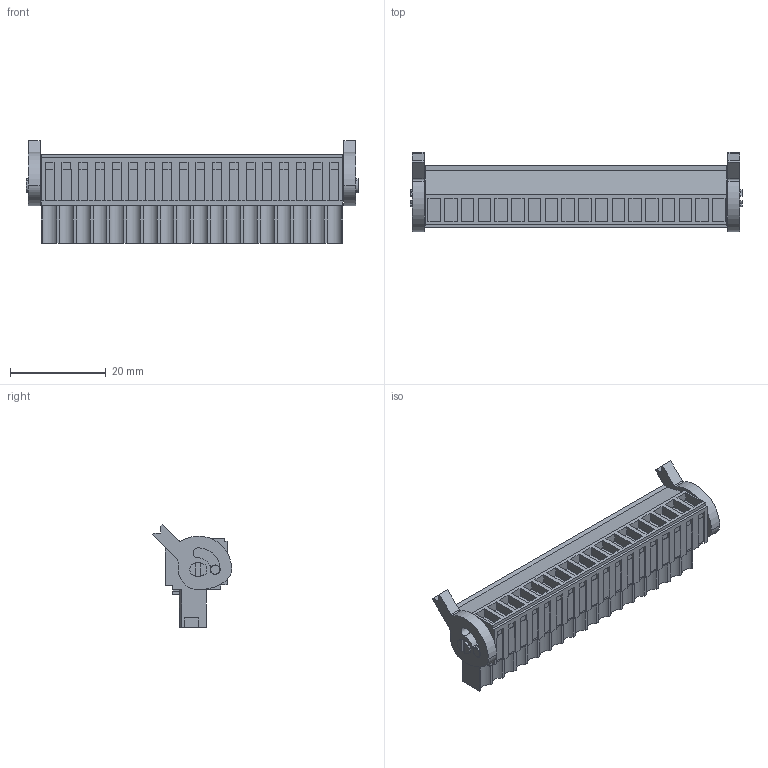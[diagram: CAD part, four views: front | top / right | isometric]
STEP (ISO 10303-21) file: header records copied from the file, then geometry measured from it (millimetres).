
FILE_DESCRIPTION(('CATIA V5 STEP Exchange','CAx-IF Rec.Pracs.--- Model Styling and Organization---1.2---2011-12-15'),'2;1');
FILE_NAME ('D1454474_0_1688040000_1688040000.stp','2017-04-25T12:11:29+00:00',('none'),('Weidmueller'),'CATIA Version 5-6 Release 2014','CATIA V5 STEP AP214','none');
FILE_SCHEMA(('AUTOMOTIVE_DESIGN { 1 0 10303 214 1 1 1 1 }'));
Length unit declared in the file: millimetre
Products named in the file (1): 1688040000
Bounding box: 69.4 x 16.66 x 21.53 mm (x, y, z)
Volume: 9849.9 mm3; surface area: 7959.7 mm2
Topology: 21 solids, 21 shells, 1143 faces, 3209 edges, 2184 vertices
Faces by surface type: plane 997, cylinder 144, extrusion 2
Entity records: 33428 total; most frequent: ORIENTED_EDGE 6418, CARTESIAN_POINT 6004, DIRECTION 4351, EDGE_CURVE 3209, VECTOR 2725, LINE 2723, VERTEX_POINT 2184, EDGE_LOOP 1227
